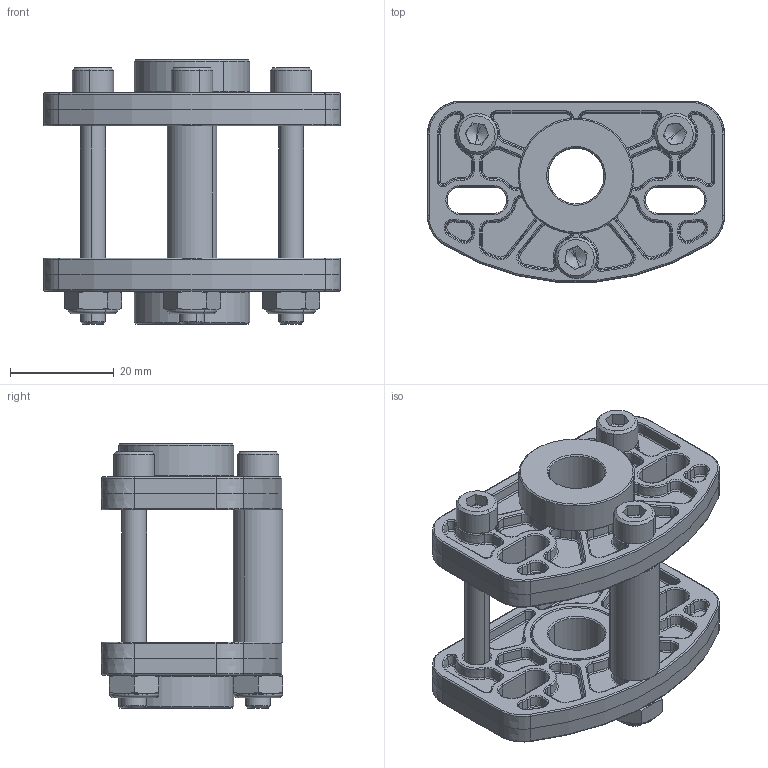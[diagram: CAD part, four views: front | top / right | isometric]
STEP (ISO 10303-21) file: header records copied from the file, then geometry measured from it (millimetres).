
FILE_DESCRIPTION (( 'STEP AP214' ), '1' );
FILE_NAME ('am-5028 Robits Drop Block (Fixed Fasteners).STEP', '2023-07-28T13:48:43', ( '' ), ( '' ), 'SwSTEP 2.0', 'SolidWorks 2022', '' );
FILE_SCHEMA (( 'AUTOMOTIVE_DESIGN' ));
Length unit declared in the file: inch
Products named in the file (6): am-5019 RoBits Drop Mount; am-1696 0.194 ID 0.375 OD 1.000 Long Nylon Spacer; am-5028 Robits Drop Block (Fixed Fasteners); 10-32x1750_shcs_HX-SHCS 0.19-32x1.375x1-C; 10-32 nylock thin nut - Mcm 90633A009_90633A009; am-5021 RoBits Bushing for 0.375IN Hex
Assembly tree (11 placements, depth 2):
  am-5028 Robits Drop Block (Fixed Fasteners)
    am-5019 RoBits Drop Mount  x2
    am-5021 RoBits Bushing for 0.375IN Hex  x2
    10-32x1750_shcs_HX-SHCS 0.19-32x1.375x1-C  x3
    10-32 nylock thin nut - Mcm 90633A009_90633A009  x3
    am-1696 0.194 ID 0.375 OD 1.000 Long Nylon Spacer
Bounding box: 57.15 x 34.92 x 50.8 mm (x, y, z)
Volume: 22421.8 mm3; surface area: 21736.7 mm2
Topology: 14 solids, 14 shells, 2068 faces, 4657 edges, 2673 vertices
Faces by surface type: torus 860, cone 555, cylinder 380, plane 273
Entity records: 28516 total; most frequent: DIRECTION 5666, CARTESIAN_POINT 5207, ORIENTED_EDGE 4432, AXIS2_PLACEMENT_3D 2515, EDGE_CURVE 2216, CIRCLE 1518, VERTEX_POINT 1274, EDGE_LOOP 1032
